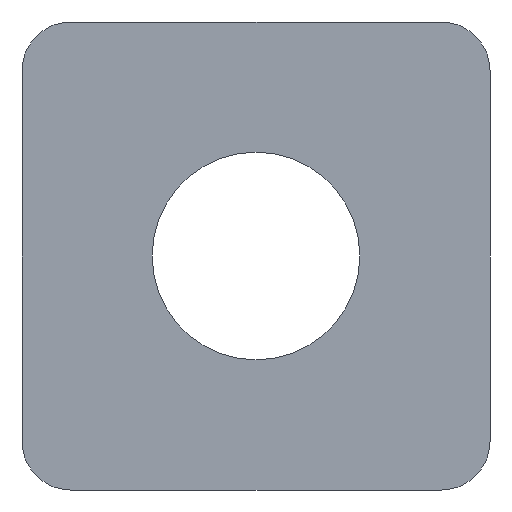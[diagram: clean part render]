
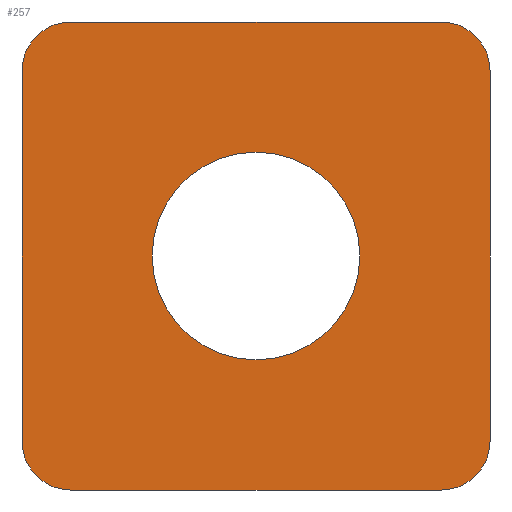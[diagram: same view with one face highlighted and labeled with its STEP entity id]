
A CAD part, front view. The second image highlights one B-rep face of the part: STEP entity #257.
In plain terms, the highlighted planar face has unit normal (0, -1, 0).
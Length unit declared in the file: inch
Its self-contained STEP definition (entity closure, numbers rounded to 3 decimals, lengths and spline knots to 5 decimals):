
#3 = ORIENTED_EDGE ( 'NONE', *, *, #358, .T. ) ;
#6 = ORIENTED_EDGE ( 'NONE', *, *, #351, .T. ) ;
#7 = VERTEX_POINT ( 'NONE', #30 ) ;
#11 = ORIENTED_EDGE ( 'NONE', *, *, #171, .F. ) ;
#23 = VERTEX_POINT ( 'NONE', #396 ) ;
#29 = VERTEX_POINT ( 'NONE', #360 ) ;
#30 = CARTESIAN_POINT ( 'NONE',  ( 0.095, 0., 0.12 ) ) ;
#32 = VERTEX_POINT ( 'NONE', #64 ) ;
#51 = VERTEX_POINT ( 'NONE', #87 ) ;
#57 = VERTEX_POINT ( 'NONE', #203 ) ;
#64 = CARTESIAN_POINT ( 'NONE',  ( -0.095, 0., -0.12 ) ) ;
#65 = FACE_OUTER_BOUND ( 'NONE', #125, .T. ) ;
#66 = CARTESIAN_POINT ( 'NONE',  ( 0.12, 0., 0.095 ) ) ;
#70 = CIRCLE ( 'NONE', #229, 0.05325 ) ;
#72 = CARTESIAN_POINT ( 'NONE',  ( -0.095, 0., 0.12 ) ) ;
#85 = VERTEX_POINT ( 'NONE', #427 ) ;
#87 = CARTESIAN_POINT ( 'NONE',  ( 0., 0., 0.05325 ) ) ;
#89 = DIRECTION ( 'NONE',  ( 0., 0., -1. ) ) ;
#91 = DIRECTION ( 'NONE',  ( 0., -1., 0. ) ) ;
#94 = CARTESIAN_POINT ( 'NONE',  ( 0.095, 0., 0.095 ) ) ;
#99 = CARTESIAN_POINT ( 'NONE',  ( -0.12, 0., -0.095 ) ) ;
#113 = DIRECTION ( 'NONE',  ( 0., 0., -1. ) ) ;
#115 = DIRECTION ( 'NONE',  ( 0., -1., 0. ) ) ;
#117 = CARTESIAN_POINT ( 'NONE',  ( 0.095, 0., -0.095 ) ) ;
#121 = ORIENTED_EDGE ( 'NONE', *, *, #164, .F. ) ;
#125 = EDGE_LOOP ( 'NONE', ( #121, #6, #11, #357, #386, #135, #214, #3 ) ) ;
#127 = DIRECTION ( 'NONE',  ( 0., 0., -1. ) ) ;
#133 = DIRECTION ( 'NONE',  ( 0., -1., 0. ) ) ;
#135 = ORIENTED_EDGE ( 'NONE', *, *, #355, .T. ) ;
#136 = CARTESIAN_POINT ( 'NONE',  ( -0.095, 0., -0.095 ) ) ;
#150 = LINE ( 'NONE', #399, #400 ) ;
#152 = ORIENTED_EDGE ( 'NONE', *, *, #339, .T. ) ;
#156 = DIRECTION ( 'NONE',  ( 0., 0., -1. ) ) ;
#161 = DIRECTION ( 'NONE',  ( 0., -1., 0. ) ) ;
#164 = EDGE_CURVE ( 'NONE', #369, #7, #222, .T. ) ;
#171 = EDGE_CURVE ( 'NONE', #362, #85, #150, .T. ) ;
#177 = CARTESIAN_POINT ( 'NONE',  ( -0.095, 0., 0.095 ) ) ;
#198 = DIRECTION ( 'NONE',  ( 0., 0., -1. ) ) ;
#200 = DIRECTION ( 'NONE',  ( 0., 0., 1. ) ) ;
#203 = CARTESIAN_POINT ( 'NONE',  ( 0.095, 0., -0.12 ) ) ;
#206 = DIRECTION ( 'NONE',  ( 0., 1., 0. ) ) ;
#207 = CARTESIAN_POINT ( 'NONE',  ( 0., 0., 0. ) ) ;
#214 = ORIENTED_EDGE ( 'NONE', *, *, #328, .F. ) ;
#219 = AXIS2_PLACEMENT_3D ( 'NONE', #94, #91, #89 ) ;
#220 = AXIS2_PLACEMENT_3D ( 'NONE', #117, #115, #113 ) ;
#222 = LINE ( 'NONE', #424, #376 ) ;
#224 = AXIS2_PLACEMENT_3D ( 'NONE', #136, #133, #127 ) ;
#225 = AXIS2_PLACEMENT_3D ( 'NONE', #177, #161, #156 ) ;
#229 = AXIS2_PLACEMENT_3D ( 'NONE', #207, #206, #200 ) ;
#239 = AXIS2_PLACEMENT_3D ( 'NONE', #282, #280, #277 ) ;
#257 = ADVANCED_FACE ( 'NONE', ( #367, #65 ), #274, .T. ) ;
#262 = ORIENTED_EDGE ( 'NONE', *, *, #349, .T. ) ;
#264 = CIRCLE ( 'NONE', #225, 0.025 ) ;
#265 = DIRECTION ( 'NONE',  ( 0., -1., 0. ) ) ;
#274 = PLANE ( 'NONE',  #311 ) ;
#277 = DIRECTION ( 'NONE',  ( 0., 0., 1. ) ) ;
#280 = DIRECTION ( 'NONE',  ( 0., 1., 0. ) ) ;
#282 = CARTESIAN_POINT ( 'NONE',  ( 0., 0., 0. ) ) ;
#299 = EDGE_CURVE ( 'NONE', #57, #32, #442, .T. ) ;
#307 = CIRCLE ( 'NONE', #239, 0.05325 ) ;
#308 = VECTOR ( 'NONE', #378, 39.37008 ) ;
#311 = AXIS2_PLACEMENT_3D ( 'NONE', #331, #265, #198 ) ;
#316 = CIRCLE ( 'NONE', #219, 0.025 ) ;
#328 = EDGE_CURVE ( 'NONE', #404, #23, #337, .T. ) ;
#329 = CIRCLE ( 'NONE', #224, 0.025 ) ;
#331 = CARTESIAN_POINT ( 'NONE',  ( 0., 0., 0. ) ) ;
#334 = DIRECTION ( 'NONE',  ( 0., 0., 1. ) ) ;
#337 = LINE ( 'NONE', #410, #308 ) ;
#339 = EDGE_CURVE ( 'NONE', #29, #51, #307, .T. ) ;
#349 = EDGE_CURVE ( 'NONE', #51, #29, #70, .T. ) ;
#351 = EDGE_CURVE ( 'NONE', #369, #85, #264, .T. ) ;
#352 = EDGE_CURVE ( 'NONE', #362, #32, #329, .T. ) ;
#354 = DIRECTION ( 'NONE',  ( 1., 0., 0. ) ) ;
#355 = EDGE_CURVE ( 'NONE', #57, #23, #411, .T. ) ;
#357 = ORIENTED_EDGE ( 'NONE', *, *, #352, .T. ) ;
#358 = EDGE_CURVE ( 'NONE', #404, #7, #316, .T. ) ;
#360 = CARTESIAN_POINT ( 'NONE',  ( 0., 0., -0.05325 ) ) ;
#362 = VERTEX_POINT ( 'NONE', #99 ) ;
#367 = FACE_BOUND ( 'NONE', #373, .T. ) ;
#369 = VERTEX_POINT ( 'NONE', #72 ) ;
#373 = EDGE_LOOP ( 'NONE', ( #262, #152 ) ) ;
#374 = VECTOR ( 'NONE', #405, 39.37008 ) ;
#376 = VECTOR ( 'NONE', #354, 39.37008 ) ;
#378 = DIRECTION ( 'NONE',  ( 0., 0., -1. ) ) ;
#386 = ORIENTED_EDGE ( 'NONE', *, *, #299, .F. ) ;
#396 = CARTESIAN_POINT ( 'NONE',  ( 0.12, 0., -0.095 ) ) ;
#399 = CARTESIAN_POINT ( 'NONE',  ( -0.12, 0., 0.12 ) ) ;
#400 = VECTOR ( 'NONE', #334, 39.37008 ) ;
#404 = VERTEX_POINT ( 'NONE', #66 ) ;
#405 = DIRECTION ( 'NONE',  ( -1., 0., 0. ) ) ;
#406 = CARTESIAN_POINT ( 'NONE',  ( -0.12, 0., -0.12 ) ) ;
#410 = CARTESIAN_POINT ( 'NONE',  ( 0.12, 0., 0.12 ) ) ;
#411 = CIRCLE ( 'NONE', #220, 0.025 ) ;
#424 = CARTESIAN_POINT ( 'NONE',  ( -0.12, 0., 0.12 ) ) ;
#427 = CARTESIAN_POINT ( 'NONE',  ( -0.12, 0., 0.095 ) ) ;
#442 = LINE ( 'NONE', #406, #374 ) ;
